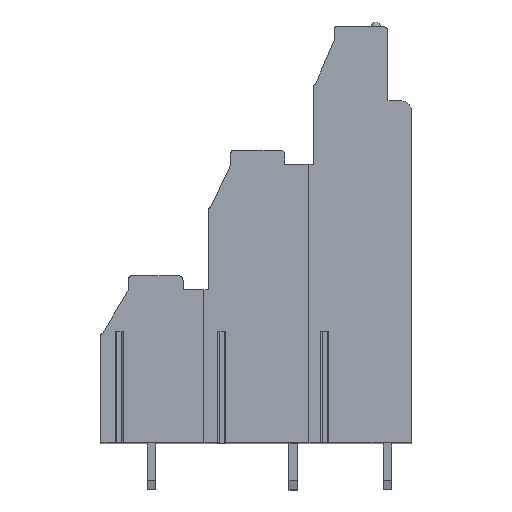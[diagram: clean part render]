
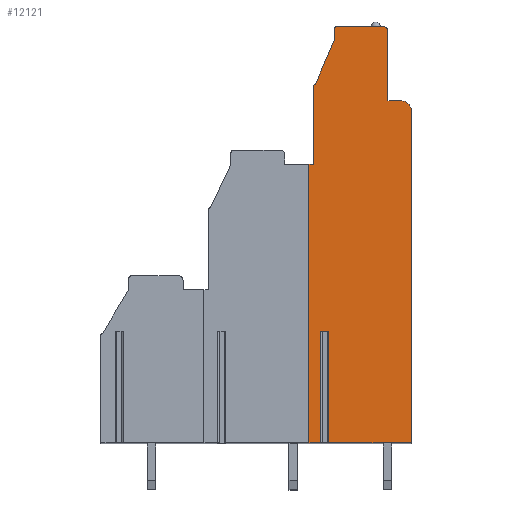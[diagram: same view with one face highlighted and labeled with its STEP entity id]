
A CAD part, top view. The second image highlights one B-rep face of the part: STEP entity #12121.
In plain terms, the highlighted planar face has unit normal (0, 0, 1).
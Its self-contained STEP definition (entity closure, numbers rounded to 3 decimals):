
#297=DIRECTION('',(1.,0.,0.));
#298=VECTOR('',#297,0.856);
#299=CARTESIAN_POINT('',(0.772,-18.05,33.02));
#300=LINE('',#299,#298);
#301=DIRECTION('',(0.,-1.,0.));
#302=VECTOR('',#301,11.95);
#303=CARTESIAN_POINT('',(0.772,-18.05,33.02));
#304=LINE('',#303,#302);
#305=DIRECTION('',(1.,0.,0.));
#306=VECTOR('',#305,1.272);
#307=CARTESIAN_POINT('',(-0.5,-30.,33.02));
#308=LINE('',#307,#306);
#309=DIRECTION('',(0.,1.,0.));
#310=VECTOR('',#309,30.);
#311=CARTESIAN_POINT('',(-0.5,-30.,33.02));
#312=LINE('',#311,#310);
#313=DIRECTION('',(-1.,0.,0.));
#314=VECTOR('',#313,0.5);
#315=CARTESIAN_POINT('',(0.,0.,33.02));
#316=LINE('',#315,#314);
#317=DIRECTION('',(0.,-1.,0.));
#318=VECTOR('',#317,8.4);
#319=CARTESIAN_POINT('',(0.,8.4,33.02));
#320=LINE('',#319,#318);
#321=CARTESIAN_POINT('',(0.2,8.4,33.02));
#322=DIRECTION('',(0.,0.,1.));
#323=DIRECTION('',(0.,1.,0.));
#324=AXIS2_PLACEMENT_3D('',#321,#322,#323);
#326=DIRECTION('',(-0.392,-0.92,0.));
#327=VECTOR('',#326,5.108);
#328=CARTESIAN_POINT('',(2.2,13.3,33.02));
#329=LINE('',#328,#327);
#330=DIRECTION('',(0.,-1.,0.));
#331=VECTOR('',#330,1.2);
#332=CARTESIAN_POINT('',(2.2,14.5,33.02));
#333=LINE('',#332,#331);
#334=CARTESIAN_POINT('',(2.5,14.5,33.02));
#335=DIRECTION('',(0.,0.,1.));
#336=DIRECTION('',(0.,1.,0.));
#337=AXIS2_PLACEMENT_3D('',#334,#335,#336);
#339=DIRECTION('',(-1.,0.,0.));
#340=VECTOR('',#339,5.);
#341=CARTESIAN_POINT('',(7.5,14.8,33.02));
#342=LINE('',#341,#340);
#343=CARTESIAN_POINT('',(7.5,14.3,33.02));
#344=DIRECTION('',(0.,0.,1.));
#345=DIRECTION('',(1.,0.,0.));
#346=AXIS2_PLACEMENT_3D('',#343,#344,#345);
#348=DIRECTION('',(0.,1.,0.));
#349=VECTOR('',#348,7.5);
#350=CARTESIAN_POINT('',(8.,6.8,33.02));
#351=LINE('',#350,#349);
#352=DIRECTION('',(-1.,0.,0.));
#353=VECTOR('',#352,1.5);
#354=CARTESIAN_POINT('',(9.5,6.8,33.02));
#355=LINE('',#354,#353);
#356=CARTESIAN_POINT('',(9.5,5.8,33.02));
#357=DIRECTION('',(0.,0.,1.));
#358=DIRECTION('',(1.,0.,0.));
#359=AXIS2_PLACEMENT_3D('',#356,#357,#358);
#361=DIRECTION('',(0.,1.,0.));
#362=VECTOR('',#361,35.8);
#363=CARTESIAN_POINT('',(10.5,-30.,33.02));
#364=LINE('',#363,#362);
#365=DIRECTION('',(1.,0.,0.));
#366=VECTOR('',#365,8.872);
#367=CARTESIAN_POINT('',(1.628,-30.,33.02));
#368=LINE('',#367,#366);
#369=DIRECTION('',(0.,-1.,0.));
#370=VECTOR('',#369,11.95);
#371=CARTESIAN_POINT('',(1.628,-18.05,33.02));
#372=LINE('',#371,#370);
#9073=CARTESIAN_POINT('',(10.5,-30.,33.02));
#9074=CARTESIAN_POINT('',(10.5,5.8,33.02));
#9075=VERTEX_POINT('',#9073);
#9076=VERTEX_POINT('',#9074);
#9077=CARTESIAN_POINT('',(9.5,6.8,33.02));
#9078=VERTEX_POINT('',#9077);
#9079=CARTESIAN_POINT('',(8.,6.8,33.02));
#9080=VERTEX_POINT('',#9079);
#9081=CARTESIAN_POINT('',(8.,14.3,33.02));
#9082=VERTEX_POINT('',#9081);
#9083=CARTESIAN_POINT('',(7.5,14.8,33.02));
#9084=VERTEX_POINT('',#9083);
#9085=CARTESIAN_POINT('',(2.5,14.8,33.02));
#9086=VERTEX_POINT('',#9085);
#9087=CARTESIAN_POINT('',(2.2,14.5,33.02));
#9088=VERTEX_POINT('',#9087);
#9089=CARTESIAN_POINT('',(2.2,13.3,33.02));
#9090=VERTEX_POINT('',#9089);
#9091=CARTESIAN_POINT('',(0.2,8.6,33.02));
#9092=VERTEX_POINT('',#9091);
#9093=CARTESIAN_POINT('',(0.,8.4,33.02));
#9094=VERTEX_POINT('',#9093);
#9095=CARTESIAN_POINT('',(0.,0.,33.02));
#9096=VERTEX_POINT('',#9095);
#9121=CARTESIAN_POINT('',(-0.5,-30.,33.02));
#9122=CARTESIAN_POINT('',(-0.5,0.,33.02));
#9123=VERTEX_POINT('',#9121);
#9124=VERTEX_POINT('',#9122);
#9181=CARTESIAN_POINT('',(0.772,-18.05,33.02));
#9182=CARTESIAN_POINT('',(1.628,-18.05,33.02));
#9183=VERTEX_POINT('',#9181);
#9184=VERTEX_POINT('',#9182);
#9189=CARTESIAN_POINT('',(0.772,-30.,33.02));
#9190=VERTEX_POINT('',#9189);
#9191=CARTESIAN_POINT('',(1.628,-30.,33.02));
#9192=VERTEX_POINT('',#9191);
#12079=CARTESIAN_POINT('',(0.,0.,33.02));
#12080=DIRECTION('',(0.,0.,1.));
#12081=DIRECTION('',(1.,0.,0.));
#12082=AXIS2_PLACEMENT_3D('',#12079,#12080,#12081);
#12083=PLANE('',#12082);
#12085=ORIENTED_EDGE('',*,*,#12084,.F.);
#12087=ORIENTED_EDGE('',*,*,#12086,.T.);
#12089=ORIENTED_EDGE('',*,*,#12088,.F.);
#12091=ORIENTED_EDGE('',*,*,#12090,.T.);
#12093=ORIENTED_EDGE('',*,*,#12092,.F.);
#12095=ORIENTED_EDGE('',*,*,#12094,.F.);
#12097=ORIENTED_EDGE('',*,*,#12096,.F.);
#12099=ORIENTED_EDGE('',*,*,#12098,.F.);
#12101=ORIENTED_EDGE('',*,*,#12100,.F.);
#12103=ORIENTED_EDGE('',*,*,#12102,.F.);
#12104=ORIENTED_EDGE('',*,*,#12004,.F.);
#12106=ORIENTED_EDGE('',*,*,#12105,.F.);
#12108=ORIENTED_EDGE('',*,*,#12107,.F.);
#12110=ORIENTED_EDGE('',*,*,#12109,.F.);
#12112=ORIENTED_EDGE('',*,*,#12111,.F.);
#12114=ORIENTED_EDGE('',*,*,#12113,.F.);
#12116=ORIENTED_EDGE('',*,*,#12115,.F.);
#12118=ORIENTED_EDGE('',*,*,#12117,.F.);
#12119=EDGE_LOOP('',(#12085,#12087,#12089,#12091,#12093,#12095,#12097,#12099,
#12101,#12103,#12104,#12106,#12108,#12110,#12112,#12114,#12116,#12118));
#12120=FACE_OUTER_BOUND('',#12119,.F.);
#12121=ADVANCED_FACE('',(#12120),#12083,.T.);
#325=CIRCLE('',#324,0.2);
#338=CIRCLE('',#337,0.3);
#347=CIRCLE('',#346,0.5);
#360=CIRCLE('',#359,1.);
#12004=EDGE_CURVE('',#9084,#9086,#342,.T.);
#12084=EDGE_CURVE('',#9183,#9184,#300,.T.);
#12086=EDGE_CURVE('',#9183,#9190,#304,.T.);
#12088=EDGE_CURVE('',#9123,#9190,#308,.T.);
#12090=EDGE_CURVE('',#9123,#9124,#312,.T.);
#12092=EDGE_CURVE('',#9096,#9124,#316,.T.);
#12094=EDGE_CURVE('',#9094,#9096,#320,.T.);
#12096=EDGE_CURVE('',#9092,#9094,#325,.T.);
#12098=EDGE_CURVE('',#9090,#9092,#329,.T.);
#12100=EDGE_CURVE('',#9088,#9090,#333,.T.);
#12102=EDGE_CURVE('',#9086,#9088,#338,.T.);
#12105=EDGE_CURVE('',#9082,#9084,#347,.T.);
#12107=EDGE_CURVE('',#9080,#9082,#351,.T.);
#12109=EDGE_CURVE('',#9078,#9080,#355,.T.);
#12111=EDGE_CURVE('',#9076,#9078,#360,.T.);
#12113=EDGE_CURVE('',#9075,#9076,#364,.T.);
#12115=EDGE_CURVE('',#9192,#9075,#368,.T.);
#12117=EDGE_CURVE('',#9184,#9192,#372,.T.);
